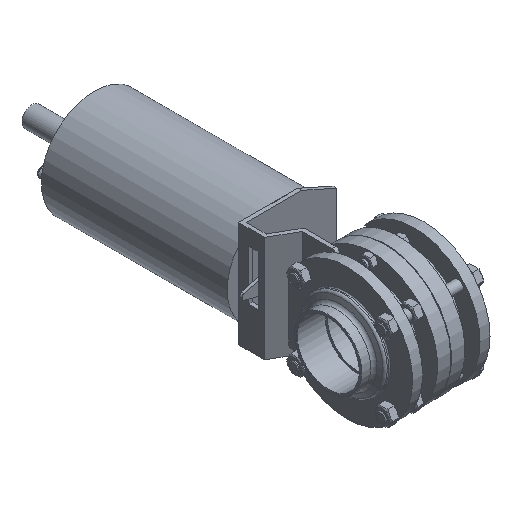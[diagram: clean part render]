
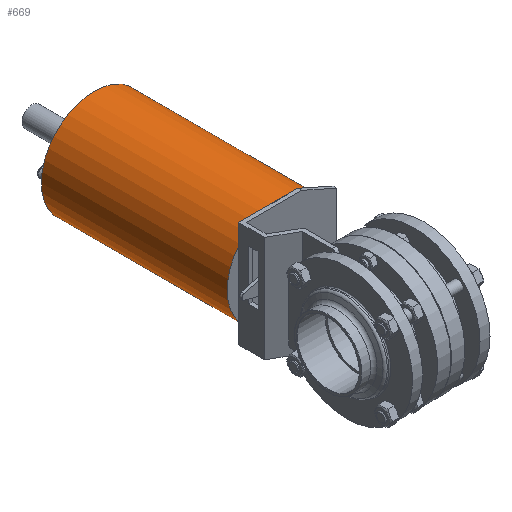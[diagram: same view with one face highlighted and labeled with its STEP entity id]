
A CAD part, isometric view. The second image highlights one B-rep face of the part: STEP entity #669.
In plain terms, the highlighted cylindrical face has radius 42.5 mm (diameter 85 mm), a full revolution.
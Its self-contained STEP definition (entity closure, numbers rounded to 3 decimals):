
#669 = ADVANCED_FACE( '', ( #1496, #1497 ), #1498, .T. );
#1496 = FACE_OUTER_BOUND( '', #2410, .T. );
#1497 = FACE_OUTER_BOUND( '', #2411, .T. );
#1498 = CYLINDRICAL_SURFACE( '', #2412, 42.5 );
#2410 = EDGE_LOOP( '', ( #4767 ) );
#2411 = EDGE_LOOP( '', ( #4768 ) );
#2412 = AXIS2_PLACEMENT_3D( '', #4769, #4770, #4771 );
#4767 = ORIENTED_EDGE( '', *, *, #5748, .F. );
#4768 = ORIENTED_EDGE( '', *, *, #5747, .T. );
#4769 = CARTESIAN_POINT( '', ( 199., 0., 0. ) );
#4770 = DIRECTION( '', ( -1., 0., 0. ) );
#4771 = DIRECTION( '', ( 0., 0., -1. ) );
#5747 = EDGE_CURVE( '', #6927, #6927, #6928, .T. );
#5748 = EDGE_CURVE( '', #6929, #6929, #6930, .T. );
#6927 = VERTEX_POINT( '', #9654 );
#6928 = CIRCLE( '', #9655, 42.5 );
#6929 = VERTEX_POINT( '', #9656 );
#6930 = CIRCLE( '', #9657, 42.5 );
#9654 = CARTESIAN_POINT( '', ( 0., 0., -42.5 ) );
#9655 = AXIS2_PLACEMENT_3D( '', #10717, #10718, #10719 );
#9656 = CARTESIAN_POINT( '', ( 149., 0., -42.5 ) );
#9657 = AXIS2_PLACEMENT_3D( '', #10720, #10721, #10722 );
#10717 = CARTESIAN_POINT( '', ( 0., 0., 0. ) );
#10718 = DIRECTION( '', ( 1., 0., 0. ) );
#10719 = DIRECTION( '', ( 0., 0., -1. ) );
#10720 = CARTESIAN_POINT( '', ( 149., 0., 0. ) );
#10721 = DIRECTION( '', ( 1., 0., 0. ) );
#10722 = DIRECTION( '', ( 0., 0., -1. ) );
